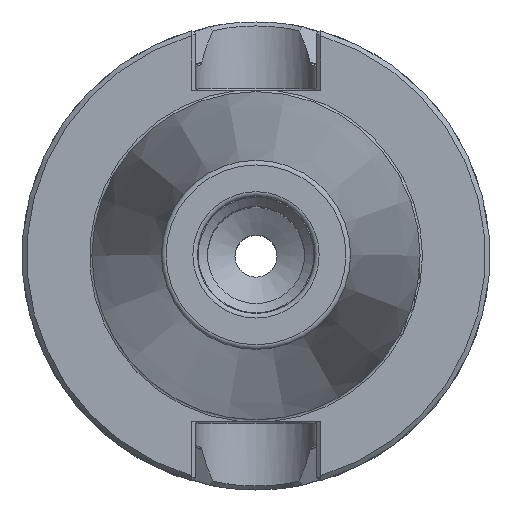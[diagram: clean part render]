
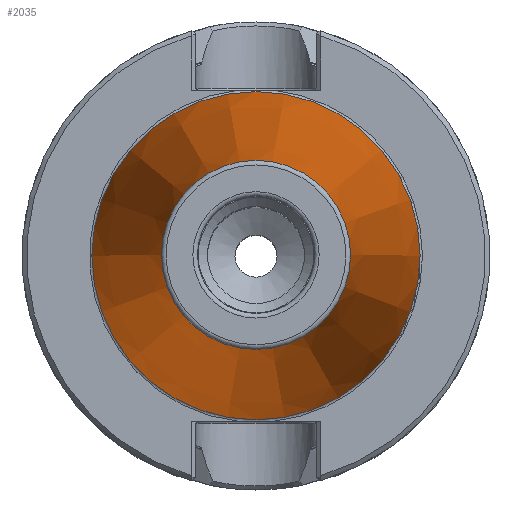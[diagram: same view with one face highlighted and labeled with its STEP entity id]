
A CAD part, top view. The second image highlights one B-rep face of the part: STEP entity #2035.
In plain terms, the highlighted conical face has half-angle 8.297 degrees and reference radius 20.204 mm.
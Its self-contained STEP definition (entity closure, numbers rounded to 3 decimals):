
#241=CONICAL_SURFACE('',#2175,20.204,0.145);
#325=ORIENTED_EDGE('',*,*,#651,.T.);
#326=ORIENTED_EDGE('',*,*,#650,.F.);
#650=EDGE_CURVE('',#830,#830,#962,.T.);
#651=EDGE_CURVE('',#831,#831,#963,.T.);
#830=VERTEX_POINT('',#2802);
#831=VERTEX_POINT('',#2805);
#962=CIRCLE('',#2174,20.204);
#963=CIRCLE('',#2176,35.065);
#1075=EDGE_LOOP('',(#325));
#1076=EDGE_LOOP('',(#326));
#1221=FACE_BOUND('',#1075,.T.);
#1222=FACE_BOUND('',#1076,.T.);
#2035=ADVANCED_FACE('',(#1221,#1222),#241,.T.);
#2174=AXIS2_PLACEMENT_3D('',#2801,#2426,#2427);
#2175=AXIS2_PLACEMENT_3D('',#2803,#2428,#2429);
#2176=AXIS2_PLACEMENT_3D('',#2804,#2430,#2431);
#2426=DIRECTION('',(0.,0.,1.));
#2427=DIRECTION('',(1.,0.,0.));
#2428=DIRECTION('',(0.,0.,-1.));
#2429=DIRECTION('',(-1.,0.,0.));
#2430=DIRECTION('',(0.,0.,1.));
#2431=DIRECTION('',(1.,0.,0.));
#2801=CARTESIAN_POINT('',(0.,0.,100.944));
#2802=CARTESIAN_POINT('',(20.204,0.,100.944));
#2803=CARTESIAN_POINT('',(0.,0.,100.944));
#2804=CARTESIAN_POINT('',(0.,0.,-0.963));
#2805=CARTESIAN_POINT('',(35.065,0.,-0.963));
